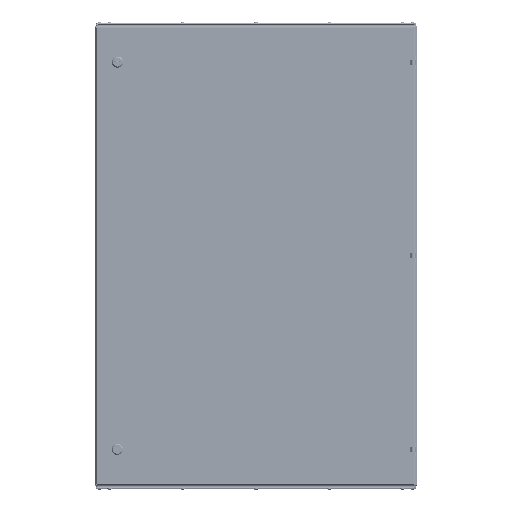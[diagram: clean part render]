
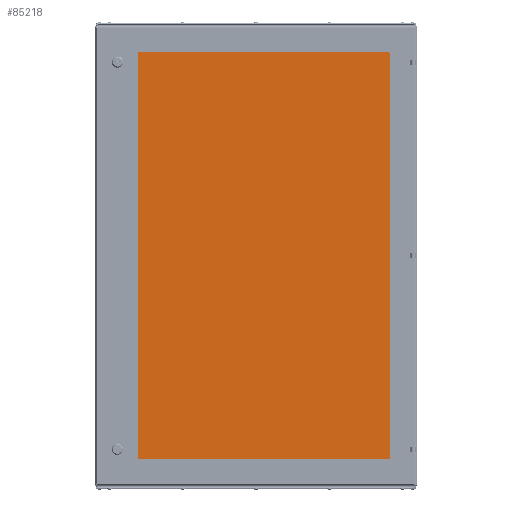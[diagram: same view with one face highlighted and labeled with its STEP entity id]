
A CAD part, top view. The second image highlights one B-rep face of the part: STEP entity #85218.
In plain terms, the highlighted planar face has unit normal (0, 0, 1).
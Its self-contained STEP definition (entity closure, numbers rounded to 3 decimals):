
#1426 = DIRECTION ( 'NONE',  ( 0., -1., 0. ) ) ;
#1593 = CARTESIAN_POINT ( 'NONE',  ( -327.75, 520.5, 4. ) ) ;
#2939 = CARTESIAN_POINT ( 'NONE',  ( 0., 0., 4. ) ) ;
#3787 = ORIENTED_EDGE ( 'NONE', *, *, #40692, .T. ) ;
#3829 = CARTESIAN_POINT ( 'NONE',  ( -327.75, -510.5, 4. ) ) ;
#3964 = VECTOR ( 'NONE', #1426, 1000. ) ;
#7574 = DIRECTION ( 'NONE',  ( 0., 0., -1. ) ) ;
#9825 = CARTESIAN_POINT ( 'NONE',  ( 327.75, 510.5, 4. ) ) ;
#10329 = VECTOR ( 'NONE', #35576, 1000. ) ;
#13615 = VERTEX_POINT ( 'NONE', #72645 ) ;
#16288 = ORIENTED_EDGE ( 'NONE', *, *, #79959, .T. ) ;
#18945 = ORIENTED_EDGE ( 'NONE', *, *, #78926, .T. ) ;
#19470 = EDGE_CURVE ( 'NONE', #29360, #13615, #63360, .T. ) ;
#20111 = AXIS2_PLACEMENT_3D ( 'NONE', #44661, #58539, #51816 ) ;
#20798 = AXIS2_PLACEMENT_3D ( 'NONE', #36657, #57299, #23169 ) ;
#23169 = DIRECTION ( 'NONE',  ( -1., 0., 0. ) ) ;
#23428 = CARTESIAN_POINT ( 'NONE',  ( -317.75, -520.5, 4. ) ) ;
#23554 = DIRECTION ( 'NONE',  ( 0., 0., 1. ) ) ;
#23903 = VERTEX_POINT ( 'NONE', #36085 ) ;
#24644 = AXIS2_PLACEMENT_3D ( 'NONE', #58115, #23554, #48896 ) ;
#29360 = VERTEX_POINT ( 'NONE', #58034 ) ;
#30663 = ORIENTED_EDGE ( 'NONE', *, *, #19470, .T. ) ;
#30748 = LINE ( 'NONE', #44685, #79974 ) ;
#34913 = EDGE_CURVE ( 'NONE', #62234, #64758, #39663, .T. ) ;
#34998 = DIRECTION ( 'NONE',  ( -1., 0., 0. ) ) ;
#35229 = VECTOR ( 'NONE', #36182, 1000. ) ;
#35517 = ORIENTED_EDGE ( 'NONE', *, *, #35994, .T. ) ;
#35576 = DIRECTION ( 'NONE',  ( 1., 0., 0. ) ) ;
#35994 = EDGE_CURVE ( 'NONE', #85720, #62234, #30748, .T. ) ;
#36085 = CARTESIAN_POINT ( 'NONE',  ( 317.75, -520.5, 4. ) ) ;
#36182 = DIRECTION ( 'NONE',  ( -1., 0., 0. ) ) ;
#36657 = CARTESIAN_POINT ( 'NONE',  ( -317.75, -510.5, 4. ) ) ;
#38733 = VERTEX_POINT ( 'NONE', #3829 ) ;
#39663 = CIRCLE ( 'NONE', #48311, 10. ) ;
#39909 = DIRECTION ( 'NONE',  ( -1., 0., 0. ) ) ;
#40692 = EDGE_CURVE ( 'NONE', #23903, #85720, #43082, .T. ) ;
#42505 = ORIENTED_EDGE ( 'NONE', *, *, #47430, .T. ) ;
#43082 = CIRCLE ( 'NONE', #20111, 10. ) ;
#44181 = CARTESIAN_POINT ( 'NONE',  ( 317.75, 520.5, 4. ) ) ;
#44257 = LINE ( 'NONE', #1593, #35229 ) ;
#44661 = CARTESIAN_POINT ( 'NONE',  ( 317.75, -510.5, 4. ) ) ;
#44685 = CARTESIAN_POINT ( 'NONE',  ( 327.75, -520.5, 4. ) ) ;
#46677 = CARTESIAN_POINT ( 'NONE',  ( 317.75, 510.5, 4. ) ) ;
#47430 = EDGE_CURVE ( 'NONE', #66640, #23903, #70535, .T. ) ;
#47613 = EDGE_LOOP ( 'NONE', ( #42505, #3787, #35517, #55836, #16288, #30663, #75356, #18945 ) ) ;
#48311 = AXIS2_PLACEMENT_3D ( 'NONE', #46677, #74000, #39909 ) ;
#48896 = DIRECTION ( 'NONE',  ( -1., 0., 0. ) ) ;
#50953 = DIRECTION ( 'NONE',  ( 0., 1., 0. ) ) ;
#50998 = PLANE ( 'NONE',  #62629 ) ;
#51816 = DIRECTION ( 'NONE',  ( -1., 0., 0. ) ) ;
#55836 = ORIENTED_EDGE ( 'NONE', *, *, #34913, .T. ) ;
#57299 = DIRECTION ( 'NONE',  ( 0., 0., 1. ) ) ;
#58034 = CARTESIAN_POINT ( 'NONE',  ( -317.75, 520.5, 4. ) ) ;
#58115 = CARTESIAN_POINT ( 'NONE',  ( -317.75, 510.5, 4. ) ) ;
#58539 = DIRECTION ( 'NONE',  ( 0., 0., 1. ) ) ;
#62234 = VERTEX_POINT ( 'NONE', #9825 ) ;
#62629 = AXIS2_PLACEMENT_3D ( 'NONE', #2939, #7574, #34998 ) ;
#62936 = CARTESIAN_POINT ( 'NONE',  ( -327.75, -520.5, 4. ) ) ;
#63360 = CIRCLE ( 'NONE', #24644, 10. ) ;
#64758 = VERTEX_POINT ( 'NONE', #44181 ) ;
#66640 = VERTEX_POINT ( 'NONE', #23428 ) ;
#69087 = FACE_OUTER_BOUND ( 'NONE', #47613, .T. ) ;
#70535 = LINE ( 'NONE', #76843, #10329 ) ;
#72645 = CARTESIAN_POINT ( 'NONE',  ( -327.75, 510.5, 4. ) ) ;
#74000 = DIRECTION ( 'NONE',  ( 0., 0., 1. ) ) ;
#75356 = ORIENTED_EDGE ( 'NONE', *, *, #86654, .T. ) ;
#76843 = CARTESIAN_POINT ( 'NONE',  ( -327.75, -520.5, 4. ) ) ;
#78926 = EDGE_CURVE ( 'NONE', #38733, #66640, #88214, .T. ) ;
#79959 = EDGE_CURVE ( 'NONE', #64758, #29360, #44257, .T. ) ;
#79974 = VECTOR ( 'NONE', #50953, 1000. ) ;
#83580 = CARTESIAN_POINT ( 'NONE',  ( 327.75, -510.5, 4. ) ) ;
#84908 = LINE ( 'NONE', #62936, #3964 ) ;
#85218 = ADVANCED_FACE ( 'NONE', ( #69087 ), #50998, .F. ) ;
#85720 = VERTEX_POINT ( 'NONE', #83580 ) ;
#86654 = EDGE_CURVE ( 'NONE', #13615, #38733, #84908, .T. ) ;
#88214 = CIRCLE ( 'NONE', #20798, 10. ) ;
